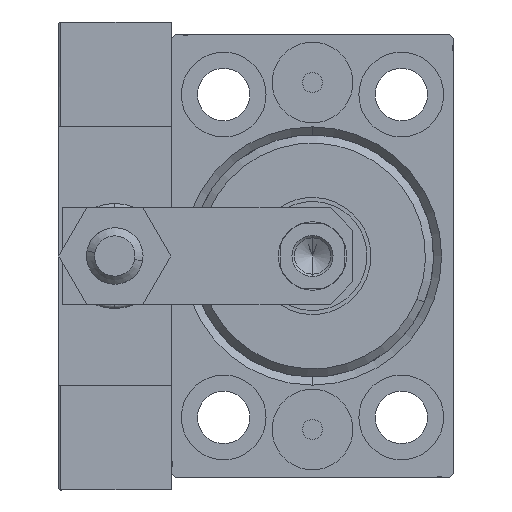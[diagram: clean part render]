
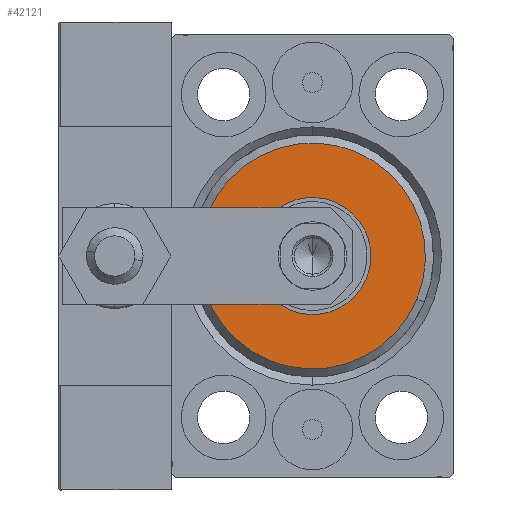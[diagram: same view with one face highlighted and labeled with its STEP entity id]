
A CAD part, left-side view. The second image highlights one B-rep face of the part: STEP entity #42121.
In plain terms, the highlighted face is planar.
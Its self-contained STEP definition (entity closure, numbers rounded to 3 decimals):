
#489 = VERTEX_POINT ( 'NONE', #9578 ) ;
#3315 = CARTESIAN_POINT ( 'NONE',  ( 3., 0., 14. ) ) ;
#5738 = CIRCLE ( 'NONE', #34118, 7.25 ) ;
#7363 = FACE_OUTER_BOUND ( 'NONE', #15146, .T. ) ;
#8817 = CARTESIAN_POINT ( 'NONE',  ( 3., 0., -7.25 ) ) ;
#8854 = EDGE_CURVE ( 'NONE', #15660, #489, #40393, .T. ) ;
#9578 = CARTESIAN_POINT ( 'NONE',  ( 3., 0., -14. ) ) ;
#9887 = AXIS2_PLACEMENT_3D ( 'NONE', #43127, #27656, #23853 ) ;
#12072 = VERTEX_POINT ( 'NONE', #8817 ) ;
#14634 = CARTESIAN_POINT ( 'NONE',  ( 3., 0., 0. ) ) ;
#15146 = EDGE_LOOP ( 'NONE', ( #17377, #38949 ) ) ;
#15648 = AXIS2_PLACEMENT_3D ( 'NONE', #26144, #41613, #37832 ) ;
#15660 = VERTEX_POINT ( 'NONE', #3315 ) ;
#16620 = DIRECTION ( 'NONE',  ( 0., 0., -1. ) ) ;
#17377 = ORIENTED_EDGE ( 'NONE', *, *, #8854, .T. ) ;
#17983 = AXIS2_PLACEMENT_3D ( 'NONE', #19060, #18558, #30726 ) ;
#18558 = DIRECTION ( 'NONE',  ( 1., 0., 0. ) ) ;
#18851 = CIRCLE ( 'NONE', #9887, 7.25 ) ;
#19060 = CARTESIAN_POINT ( 'NONE',  ( 3., 0., 0. ) ) ;
#19603 = CIRCLE ( 'NONE', #17983, 14. ) ;
#21903 = ORIENTED_EDGE ( 'NONE', *, *, #32643, .F. ) ;
#22849 = FACE_BOUND ( 'NONE', #45649, .T. ) ;
#23853 = DIRECTION ( 'NONE',  ( 0., 0., -1. ) ) ;
#23873 = VERTEX_POINT ( 'NONE', #44504 ) ;
#25005 = AXIS2_PLACEMENT_3D ( 'NONE', #40945, #36158, #16620 ) ;
#26144 = CARTESIAN_POINT ( 'NONE',  ( 3., 0., 0. ) ) ;
#27656 = DIRECTION ( 'NONE',  ( 1., 0., 0. ) ) ;
#30726 = DIRECTION ( 'NONE',  ( 0., 0., -1. ) ) ;
#31870 = ORIENTED_EDGE ( 'NONE', *, *, #40044, .F. ) ;
#32643 = EDGE_CURVE ( 'NONE', #23873, #12072, #5738, .T. ) ;
#33451 = DIRECTION ( 'NONE',  ( 1., 0., 0. ) ) ;
#34118 = AXIS2_PLACEMENT_3D ( 'NONE', #14634, #33451, #38233 ) ;
#34787 = PLANE ( 'NONE',  #15648 ) ;
#36158 = DIRECTION ( 'NONE',  ( 1., 0., 0. ) ) ;
#37832 = DIRECTION ( 'NONE',  ( 0., 0., -1. ) ) ;
#38233 = DIRECTION ( 'NONE',  ( 0., 0., -1. ) ) ;
#38903 = EDGE_CURVE ( 'NONE', #489, #15660, #19603, .T. ) ;
#38949 = ORIENTED_EDGE ( 'NONE', *, *, #38903, .T. ) ;
#40044 = EDGE_CURVE ( 'NONE', #12072, #23873, #18851, .T. ) ;
#40393 = CIRCLE ( 'NONE', #25005, 14. ) ;
#40945 = CARTESIAN_POINT ( 'NONE',  ( 3., 0., 0. ) ) ;
#41613 = DIRECTION ( 'NONE',  ( 1., 0., 0. ) ) ;
#42121 = ADVANCED_FACE ( 'NONE', ( #7363, #22849 ), #34787, .T. ) ;
#43127 = CARTESIAN_POINT ( 'NONE',  ( 3., 0., 0. ) ) ;
#44504 = CARTESIAN_POINT ( 'NONE',  ( 3., 0., 7.25 ) ) ;
#45649 = EDGE_LOOP ( 'NONE', ( #31870, #21903 ) ) ;
